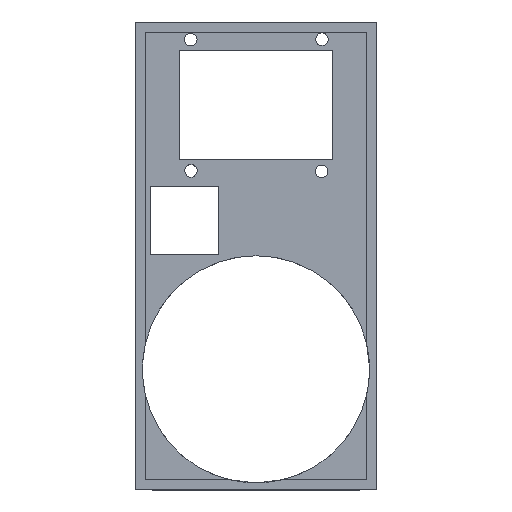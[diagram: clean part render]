
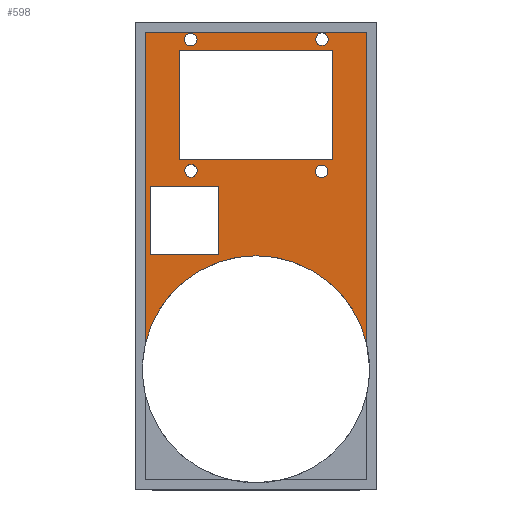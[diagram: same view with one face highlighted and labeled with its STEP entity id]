
A CAD part, top view. The second image highlights one B-rep face of the part: STEP entity #598.
In plain terms, the highlighted planar face has unit normal (0, 0, 1).
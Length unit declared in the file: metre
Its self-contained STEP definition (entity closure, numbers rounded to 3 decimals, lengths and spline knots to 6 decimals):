
#21=CIRCLE('',#643,0.02);
#26=CIRCLE('',#654,0.0011);
#27=CIRCLE('',#655,0.0011);
#28=CIRCLE('',#656,0.0011);
#29=CIRCLE('',#657,0.0011);
#105=ORIENTED_EDGE('',*,*,#253,.F.);
#106=ORIENTED_EDGE('',*,*,#254,.F.);
#107=ORIENTED_EDGE('',*,*,#255,.T.);
#108=ORIENTED_EDGE('',*,*,#256,.T.);
#109=ORIENTED_EDGE('',*,*,#257,.T.);
#110=ORIENTED_EDGE('',*,*,#258,.T.);
#111=ORIENTED_EDGE('',*,*,#259,.F.);
#112=ORIENTED_EDGE('',*,*,#260,.F.);
#113=ORIENTED_EDGE('',*,*,#261,.T.);
#114=ORIENTED_EDGE('',*,*,#262,.T.);
#115=ORIENTED_EDGE('',*,*,#263,.T.);
#116=ORIENTED_EDGE('',*,*,#264,.T.);
#117=ORIENTED_EDGE('',*,*,#220,.T.);
#118=ORIENTED_EDGE('',*,*,#242,.T.);
#119=ORIENTED_EDGE('',*,*,#211,.F.);
#120=ORIENTED_EDGE('',*,*,#232,.T.);
#211=EDGE_CURVE('',#294,#295,#352,.T.);
#220=EDGE_CURVE('',#301,#303,#361,.T.);
#232=EDGE_CURVE('',#294,#301,#373,.T.);
#242=EDGE_CURVE('',#303,#295,#21,.F.);
#253=EDGE_CURVE('',#324,#325,#380,.T.);
#254=EDGE_CURVE('',#326,#324,#381,.T.);
#255=EDGE_CURVE('',#326,#327,#382,.T.);
#256=EDGE_CURVE('',#327,#325,#383,.T.);
#257=EDGE_CURVE('',#328,#328,#26,.F.);
#258=EDGE_CURVE('',#329,#329,#27,.F.);
#259=EDGE_CURVE('',#330,#331,#384,.T.);
#260=EDGE_CURVE('',#332,#330,#385,.T.);
#261=EDGE_CURVE('',#332,#333,#386,.T.);
#262=EDGE_CURVE('',#333,#331,#387,.T.);
#263=EDGE_CURVE('',#334,#334,#28,.F.);
#264=EDGE_CURVE('',#335,#335,#29,.F.);
#294=VERTEX_POINT('',#851);
#295=VERTEX_POINT('',#853);
#301=VERTEX_POINT('',#867);
#303=VERTEX_POINT('',#871);
#324=VERTEX_POINT('',#949);
#325=VERTEX_POINT('',#950);
#326=VERTEX_POINT('',#952);
#327=VERTEX_POINT('',#954);
#328=VERTEX_POINT('',#957);
#329=VERTEX_POINT('',#959);
#330=VERTEX_POINT('',#961);
#331=VERTEX_POINT('',#962);
#332=VERTEX_POINT('',#964);
#333=VERTEX_POINT('',#966);
#334=VERTEX_POINT('',#969);
#335=VERTEX_POINT('',#971);
#352=LINE('',#852,#411);
#361=LINE('',#872,#420);
#373=LINE('',#896,#432);
#380=LINE('',#948,#439);
#381=LINE('',#951,#440);
#382=LINE('',#953,#441);
#383=LINE('',#955,#442);
#384=LINE('',#960,#443);
#385=LINE('',#963,#444);
#386=LINE('',#965,#445);
#387=LINE('',#967,#446);
#411=VECTOR('',#686,1.);
#420=VECTOR('',#699,1.);
#432=VECTOR('',#719,1.);
#439=VECTOR('',#764,1.);
#440=VECTOR('',#765,1.);
#441=VECTOR('',#766,1.);
#442=VECTOR('',#767,1.);
#443=VECTOR('',#772,1.);
#444=VECTOR('',#773,1.);
#445=VECTOR('',#774,1.);
#446=VECTOR('',#775,1.);
#482=EDGE_LOOP('',(#105,#106,#107,#108));
#483=EDGE_LOOP('',(#109));
#484=EDGE_LOOP('',(#110));
#485=EDGE_LOOP('',(#111,#112,#113,#114));
#486=EDGE_LOOP('',(#115));
#487=EDGE_LOOP('',(#116));
#488=EDGE_LOOP('',(#117,#118,#119,#120));
#529=FACE_BOUND('',#482,.T.);
#530=FACE_BOUND('',#483,.T.);
#531=FACE_BOUND('',#484,.T.);
#532=FACE_BOUND('',#485,.T.);
#533=FACE_BOUND('',#486,.T.);
#534=FACE_BOUND('',#487,.T.);
#535=FACE_BOUND('',#488,.T.);
#574=PLANE('',#653);
#598=ADVANCED_FACE('',(#529,#530,#531,#532,#533,#534,#535),#574,.T.);
#643=AXIS2_PLACEMENT_3D('',#923,#736,#737);
#653=AXIS2_PLACEMENT_3D('',#947,#762,#763);
#654=AXIS2_PLACEMENT_3D('',#956,#768,#769);
#655=AXIS2_PLACEMENT_3D('',#958,#770,#771);
#656=AXIS2_PLACEMENT_3D('',#968,#776,#777);
#657=AXIS2_PLACEMENT_3D('',#970,#778,#779);
#686=DIRECTION('',(0.,-1.,0.));
#699=DIRECTION('',(0.,-1.,0.));
#719=DIRECTION('',(-1.,0.,0.));
#736=DIRECTION('',(0.,0.,1.));
#737=DIRECTION('',(1.,0.,0.));
#762=DIRECTION('',(0.,0.,1.));
#763=DIRECTION('',(1.,0.,0.));
#764=DIRECTION('',(0.,-1.,0.));
#765=DIRECTION('',(-1.,0.,0.));
#766=DIRECTION('',(0.,-1.,0.));
#767=DIRECTION('',(-1.,0.,0.));
#768=DIRECTION('',(0.,0.,1.));
#769=DIRECTION('',(1.,0.,0.));
#770=DIRECTION('',(0.,0.,1.));
#771=DIRECTION('',(1.,0.,0.));
#772=DIRECTION('',(0.,1.,0.));
#773=DIRECTION('',(1.,0.,0.));
#774=DIRECTION('',(0.,1.,0.));
#775=DIRECTION('',(1.,0.,0.));
#776=DIRECTION('',(0.,0.,1.));
#777=DIRECTION('',(1.,0.,0.));
#778=DIRECTION('',(0.,0.,1.));
#779=DIRECTION('',(1.,0.,0.));
#851=CARTESIAN_POINT('',(0.0195,0.0394,0.0018));
#852=CARTESIAN_POINT('',(0.0195,0.,0.0018));
#853=CARTESIAN_POINT('',(0.0195,-0.015516,0.0018));
#867=CARTESIAN_POINT('',(-0.0195,0.0394,0.0018));
#871=CARTESIAN_POINT('',(-0.0195,-0.015516,0.0018));
#872=CARTESIAN_POINT('',(-0.0195,0.,0.0018));
#896=CARTESIAN_POINT('',(0.,0.0394,0.0018));
#923=CARTESIAN_POINT('',(0.,-0.01996,0.0018));
#947=CARTESIAN_POINT('',(0.,0.,0.0018));
#948=CARTESIAN_POINT('',(-0.018561,0.,0.0018));
#949=CARTESIAN_POINT('',(-0.018561,0.012291,0.0018));
#950=CARTESIAN_POINT('',(-0.018561,0.000291,0.0018));
#951=CARTESIAN_POINT('',(0.,0.012291,0.0018));
#952=CARTESIAN_POINT('',(-0.006561,0.012291,0.0018));
#953=CARTESIAN_POINT('',(-0.006561,0.,0.0018));
#954=CARTESIAN_POINT('',(-0.006561,0.000291,0.0018));
#955=CARTESIAN_POINT('',(0.,0.000291,0.0018));
#956=CARTESIAN_POINT('',(-0.01145,0.014991,0.0018));
#957=CARTESIAN_POINT('',(-0.01035,0.014991,0.0018));
#958=CARTESIAN_POINT('',(0.011609,0.03817,0.0018));
#959=CARTESIAN_POINT('',(0.012709,0.03817,0.0018));
#960=CARTESIAN_POINT('',(0.0135,0.,0.0018));
#961=CARTESIAN_POINT('',(0.0135,0.017028,0.0018));
#962=CARTESIAN_POINT('',(0.0135,0.036228,0.0018));
#963=CARTESIAN_POINT('',(0.,0.017028,0.0018));
#964=CARTESIAN_POINT('',(-0.0135,0.017028,0.0018));
#965=CARTESIAN_POINT('',(-0.0135,0.,0.0018));
#966=CARTESIAN_POINT('',(-0.0135,0.036228,0.0018));
#967=CARTESIAN_POINT('',(0.,0.036228,0.0018));
#968=CARTESIAN_POINT('',(-0.011489,0.038099,0.0018));
#969=CARTESIAN_POINT('',(-0.010389,0.038099,0.0018));
#970=CARTESIAN_POINT('',(0.01156,0.014907,0.0018));
#971=CARTESIAN_POINT('',(0.01266,0.014907,0.0018));
